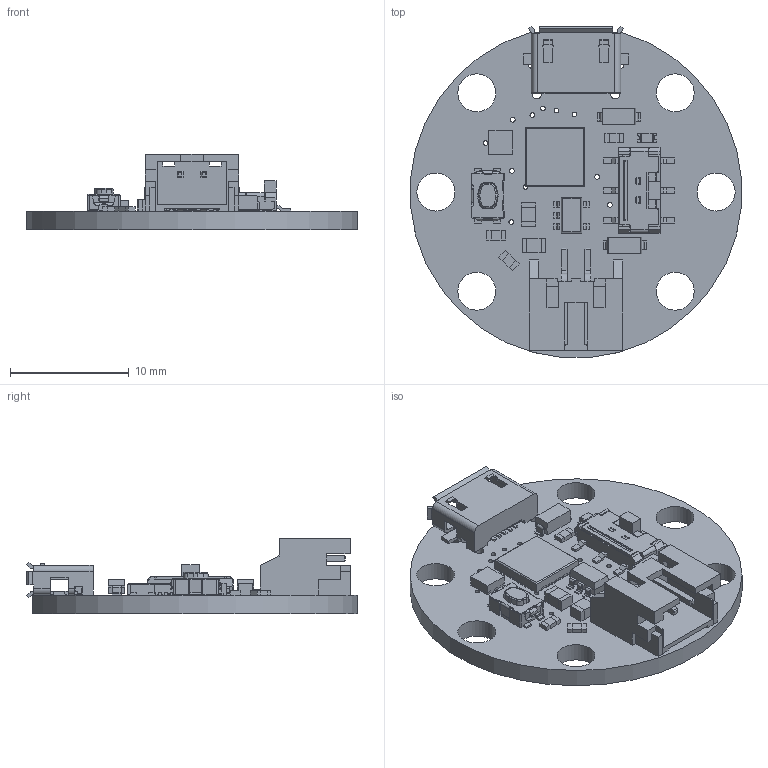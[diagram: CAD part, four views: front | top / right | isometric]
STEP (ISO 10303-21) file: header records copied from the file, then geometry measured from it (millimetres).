
FILE_DESCRIPTION(/* description */ (''),/* implementation_level */ '2;1');
FILE_NAME(/* name */ 'PCB Component.step',/* time_stamp */ '2020-09-21T15:37:53-04:00',/* author */ (''),/* organization */ (''),/* preprocessor_version */ 'ST-DEVELOPER v18.1',/* originating_system */ 'Autodesk Translation Framework v9.3.0.1241',/* authorisation */ '');
FILE_SCHEMA (('AUTOMOTIVE_DESIGN { 1 0 10303 214 3 1 1 }'));
Length unit declared in the file: millimetre
Products named in the file (13): PCB Component; Board; 10uF; reset; SCHOTTKY; JST-PH; 1uF; red; MicroUSB; EG1218; ATSAMD21E; AP102-2020; AP2112K-3.3
Assembly tree (16 placements, depth 2):
  PCB Component
    Board
    10uF  x2
    reset
    SCHOTTKY  x2
    JST-PH
    1uF  x3
    red
    MicroUSB
    EG1218
    ATSAMD21E
    AP102-2020
    AP2112K-3.3
Bounding box: 27.9 x 27.89 x 6.37 mm (x, y, z)
Volume: 1118 mm3; surface area: 2610.6 mm2
Topology: 46 solids, 46 shells, 1686 faces, 4716 edges, 3052 vertices
Faces by surface type: plane 1325, cylinder 301, bspline 22, torus 18, sphere 12, cone 8
Full cylindrical faces by diameter (mm): 0.394 x13, 0.5 x3, 0.7 x2, 0.8 x4, 1 x2, 3.2 x6
Entity records: 53726 total; most frequent: CARTESIAN_POINT 10638, ORIENTED_EDGE 9026, DIRECTION 8319, EDGE_CURVE 4513, LINE 3849, VECTOR 3849, VERTEX_POINT 2920, AXIS2_PLACEMENT_3D 2235
